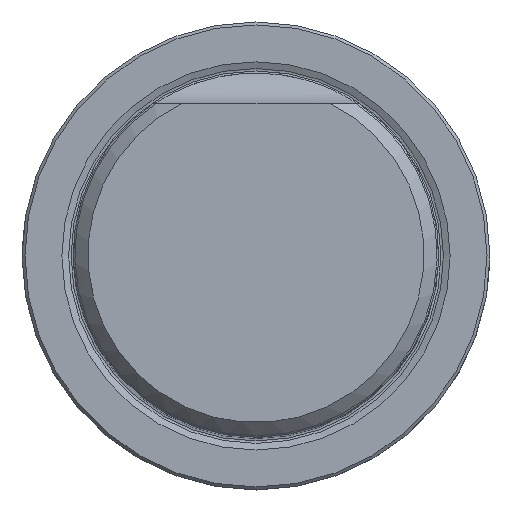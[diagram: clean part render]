
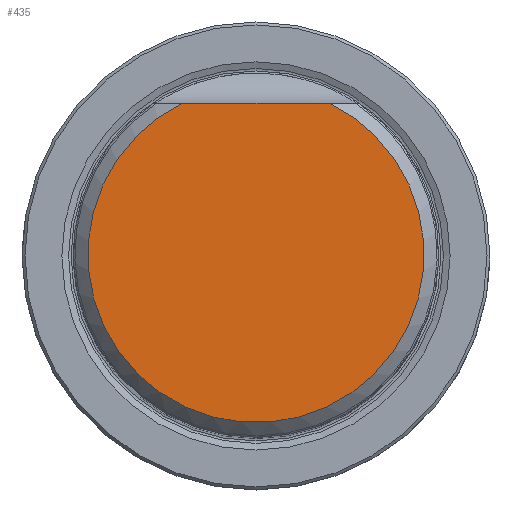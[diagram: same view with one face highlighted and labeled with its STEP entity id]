
A CAD part, top view. The second image highlights one B-rep face of the part: STEP entity #435.
In plain terms, the highlighted planar face has unit normal (0, 0, 1).
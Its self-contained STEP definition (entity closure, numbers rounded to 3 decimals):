
#325=PLANE('',#4527);
#435=ADVANCED_FACE('CU_SU_1',(#734),#325,.F.);
#734=FACE_OUTER_BOUND('',#969,.T.);
#969=EDGE_LOOP('',(#2129,#2130));
#1240=CIRCLE('',#4526,11.497);
#1541=LINE('',#6555,#1759);
#1759=VECTOR('',#5123,1.);
#2129=ORIENTED_EDGE('',*,*,#3728,.F.);
#2130=ORIENTED_EDGE('',*,*,#3729,.F.);
#3299=VERTEX_POINT('',#6553);
#3300=VERTEX_POINT('',#6554);
#3728=EDGE_CURVE('',#3299,#3300,#1240,.T.);
#3729=EDGE_CURVE('',#3300,#3299,#1541,.T.);
#4526=AXIS2_PLACEMENT_3D('',#6552,#5121,#5122);
#4527=AXIS2_PLACEMENT_3D('',#6556,#5124,#5125);
#5121=DIRECTION('',(0.,0.,-1.));
#5122=DIRECTION('',(0.,-1.,0.));
#5123=DIRECTION('',(1.,0.,0.));
#5124=DIRECTION('',(0.,0.,-1.));
#5125=DIRECTION('',(0.,-1.,0.));
#6552=CARTESIAN_POINT('',(0.,0.,56.));
#6553=CARTESIAN_POINT('',(4.999,10.353,56.));
#6554=CARTESIAN_POINT('',(-4.999,10.353,56.));
#6555=CARTESIAN_POINT('',(-12.497,10.353,56.));
#6556=CARTESIAN_POINT('',(0.,0.,56.));
